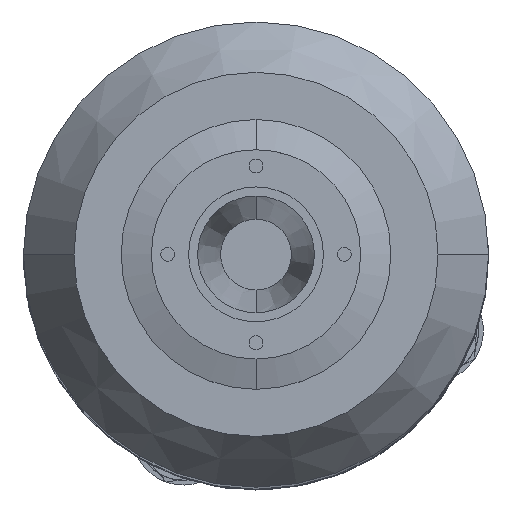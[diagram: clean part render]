
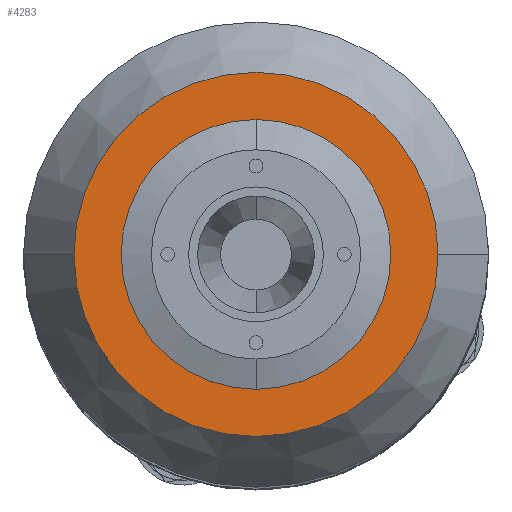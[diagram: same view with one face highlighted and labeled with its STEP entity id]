
A CAD part, top view. The second image highlights one B-rep face of the part: STEP entity #4283.
In plain terms, the highlighted face is planar.
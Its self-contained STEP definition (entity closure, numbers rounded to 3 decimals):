
#171 = AXIS2_PLACEMENT_3D ( 'NONE', #3667, #4498, #9353 ) ;
#463 = CIRCLE ( 'NONE', #594, 24.5 ) ;
#465 = CARTESIAN_POINT ( 'NONE',  ( 7., 0., 0. ) ) ;
#594 = AXIS2_PLACEMENT_3D ( 'NONE', #9208, #2651, #6732 ) ;
#1532 = VERTEX_POINT ( 'NONE', #7525 ) ;
#1566 = CARTESIAN_POINT ( 'NONE',  ( 7., 0., 39.147 ) ) ;
#1608 = ORIENTED_EDGE ( 'NONE', *, *, #4887, .F. ) ;
#1711 = DIRECTION ( 'NONE',  ( 0., 0., -1. ) ) ;
#1777 = DIRECTION ( 'NONE',  ( 1., 0., 0. ) ) ;
#2002 = ORIENTED_EDGE ( 'NONE', *, *, #6248, .F. ) ;
#2043 = AXIS2_PLACEMENT_3D ( 'NONE', #465, #3714, #9400 ) ;
#2201 = VERTEX_POINT ( 'NONE', #4885 ) ;
#2225 = CIRCLE ( 'NONE', #2043, 39.147 ) ;
#2651 = DIRECTION ( 'NONE',  ( -1., 0., 0. ) ) ;
#2716 = ORIENTED_EDGE ( 'NONE', *, *, #6082, .F. ) ;
#2942 = EDGE_LOOP ( 'NONE', ( #2002, #2716 ) ) ;
#3128 = CIRCLE ( 'NONE', #171, 24.5 ) ;
#3539 = VERTEX_POINT ( 'NONE', #6448 ) ;
#3582 = VERTEX_POINT ( 'NONE', #1566 ) ;
#3667 = CARTESIAN_POINT ( 'NONE',  ( 7., 0., 0. ) ) ;
#3714 = DIRECTION ( 'NONE',  ( 1., 0., 0. ) ) ;
#4050 = ORIENTED_EDGE ( 'NONE', *, *, #8003, .F. ) ;
#4253 = EDGE_LOOP ( 'NONE', ( #1608, #4050 ) ) ;
#4283 = ADVANCED_FACE ( 'NONE', ( #7352, #9376 ), #5067, .F. ) ;
#4498 = DIRECTION ( 'NONE',  ( -1., 0., 0. ) ) ;
#4885 = CARTESIAN_POINT ( 'NONE',  ( 7., 0., -24.5 ) ) ;
#4887 = EDGE_CURVE ( 'NONE', #1532, #3582, #5218, .T. ) ;
#5011 = AXIS2_PLACEMENT_3D ( 'NONE', #9954, #1777, #1711 ) ;
#5047 = DIRECTION ( 'NONE',  ( 0., 0., -1. ) ) ;
#5067 = PLANE ( 'NONE',  #5011 ) ;
#5218 = CIRCLE ( 'NONE', #8559, 39.147 ) ;
#5788 = CARTESIAN_POINT ( 'NONE',  ( 7., 0., 0. ) ) ;
#6082 = EDGE_CURVE ( 'NONE', #2201, #3539, #463, .T. ) ;
#6248 = EDGE_CURVE ( 'NONE', #3539, #2201, #3128, .T. ) ;
#6448 = CARTESIAN_POINT ( 'NONE',  ( 7., 0., 24.5 ) ) ;
#6732 = DIRECTION ( 'NONE',  ( 0., 0., 1. ) ) ;
#7352 = FACE_OUTER_BOUND ( 'NONE', #4253, .T. ) ;
#7525 = CARTESIAN_POINT ( 'NONE',  ( 7., 0., -39.147 ) ) ;
#8003 = EDGE_CURVE ( 'NONE', #3582, #1532, #2225, .T. ) ;
#8559 = AXIS2_PLACEMENT_3D ( 'NONE', #5788, #9050, #5047 ) ;
#9050 = DIRECTION ( 'NONE',  ( 1., 0., 0. ) ) ;
#9208 = CARTESIAN_POINT ( 'NONE',  ( 7., 0., 0. ) ) ;
#9353 = DIRECTION ( 'NONE',  ( 0., 0., 1. ) ) ;
#9376 = FACE_BOUND ( 'NONE', #2942, .T. ) ;
#9400 = DIRECTION ( 'NONE',  ( 0., 0., -1. ) ) ;
#9954 = CARTESIAN_POINT ( 'NONE',  ( 7., 39.147, 0. ) ) ;
